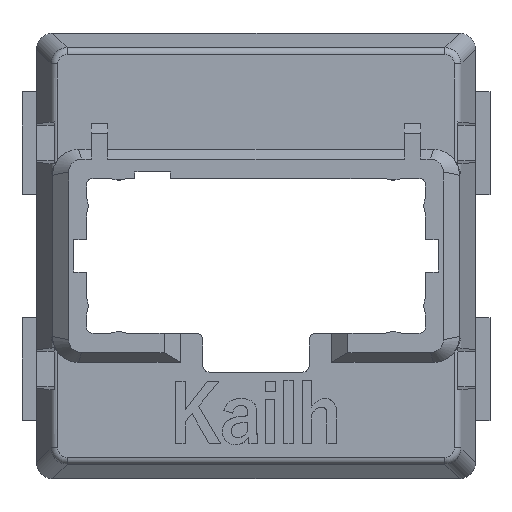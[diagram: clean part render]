
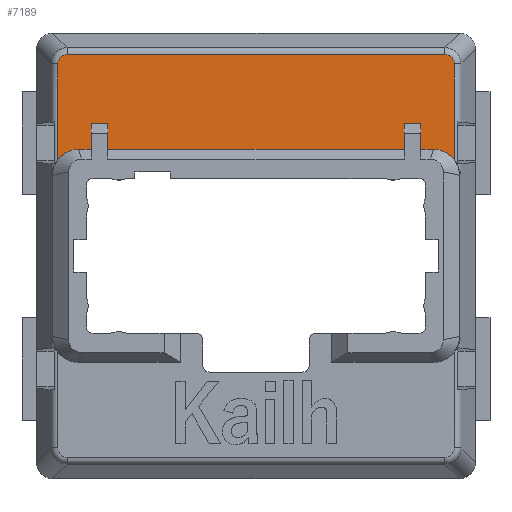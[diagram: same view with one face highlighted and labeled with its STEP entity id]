
A CAD part, top view. The second image highlights one B-rep face of the part: STEP entity #7189.
In plain terms, the highlighted planar face has unit normal (0, 0, 1).
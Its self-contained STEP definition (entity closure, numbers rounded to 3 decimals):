
#3533 = VERTEX_POINT('',#3534);
#3534 = CARTESIAN_POINT('',(6.142,2.977,2.));
#3551 = VERTEX_POINT('',#3552);
#3552 = CARTESIAN_POINT('',(6.142,5.95,2.));
#3559 = EDGE_CURVE('',#3533,#3551,#3560,.T.);
#3560 = LINE('',#3561,#3562);
#3561 = CARTESIAN_POINT('',(6.142,2.5,2.));
#3562 = VECTOR('',#3563,1.);
#3563 = DIRECTION('',(0.,1.,0.));
#4317 = VERTEX_POINT('',#4318);
#4318 = CARTESIAN_POINT('',(-6.142,2.977,2.));
#4335 = EDGE_CURVE('',#4317,#4336,#4338,.T.);
#4336 = VERTEX_POINT('',#4337);
#4337 = CARTESIAN_POINT('',(-6.142,5.95,2.));
#4338 = LINE('',#4339,#4340);
#4339 = CARTESIAN_POINT('',(-6.142,2.5,2.));
#4340 = VECTOR('',#4341,1.);
#4341 = DIRECTION('',(0.,1.,0.));
#7189 = ADVANCED_FACE('',(#7190),#7306,.T.);
#7190 = FACE_BOUND('',#7191,.T.);
#7191 = EDGE_LOOP('',(#7192,#7193,#7202,#7210,#7218,#7226,#7234,#7242,
    #7250,#7258,#7266,#7274,#7281,#7282,#7291,#7299));
#7192 = ORIENTED_EDGE('',*,*,#4335,.F.);
#7193 = ORIENTED_EDGE('',*,*,#7194,.F.);
#7194 = EDGE_CURVE('',#7195,#4317,#7197,.T.);
#7195 = VERTEX_POINT('',#7196);
#7196 = CARTESIAN_POINT('',(-5.5,3.3,2.));
#7197 = CIRCLE('',#7198,0.8);
#7198 = AXIS2_PLACEMENT_3D('',#7199,#7200,#7201);
#7199 = CARTESIAN_POINT('',(-5.5,2.5,2.));
#7200 = DIRECTION('',(0.,0.,1.));
#7201 = DIRECTION('',(1.,0.,0.));
#7202 = ORIENTED_EDGE('',*,*,#7203,.T.);
#7203 = EDGE_CURVE('',#7195,#7204,#7206,.T.);
#7204 = VERTEX_POINT('',#7205);
#7205 = CARTESIAN_POINT('',(-5.1,3.3,2.));
#7206 = LINE('',#7207,#7208);
#7207 = CARTESIAN_POINT('',(-5.5,3.3,2.));
#7208 = VECTOR('',#7209,1.);
#7209 = DIRECTION('',(1.,0.,0.));
#7210 = ORIENTED_EDGE('',*,*,#7211,.T.);
#7211 = EDGE_CURVE('',#7204,#7212,#7214,.T.);
#7212 = VERTEX_POINT('',#7213);
#7213 = CARTESIAN_POINT('',(-5.1,4.1,2.));
#7214 = LINE('',#7215,#7216);
#7215 = CARTESIAN_POINT('',(-5.1,3.3,2.));
#7216 = VECTOR('',#7217,1.);
#7217 = DIRECTION('',(0.,1.,0.));
#7218 = ORIENTED_EDGE('',*,*,#7219,.T.);
#7219 = EDGE_CURVE('',#7212,#7220,#7222,.T.);
#7220 = VERTEX_POINT('',#7221);
#7221 = CARTESIAN_POINT('',(-4.6,4.1,2.));
#7222 = LINE('',#7223,#7224);
#7223 = CARTESIAN_POINT('',(-5.1,4.1,2.));
#7224 = VECTOR('',#7225,1.);
#7225 = DIRECTION('',(1.,0.,0.));
#7226 = ORIENTED_EDGE('',*,*,#7227,.T.);
#7227 = EDGE_CURVE('',#7220,#7228,#7230,.T.);
#7228 = VERTEX_POINT('',#7229);
#7229 = CARTESIAN_POINT('',(-4.6,3.3,2.));
#7230 = LINE('',#7231,#7232);
#7231 = CARTESIAN_POINT('',(-4.6,4.1,2.));
#7232 = VECTOR('',#7233,1.);
#7233 = DIRECTION('',(0.,-1.,0.));
#7234 = ORIENTED_EDGE('',*,*,#7235,.T.);
#7235 = EDGE_CURVE('',#7228,#7236,#7238,.T.);
#7236 = VERTEX_POINT('',#7237);
#7237 = CARTESIAN_POINT('',(4.6,3.3,2.));
#7238 = LINE('',#7239,#7240);
#7239 = CARTESIAN_POINT('',(-4.6,3.3,2.));
#7240 = VECTOR('',#7241,1.);
#7241 = DIRECTION('',(1.,0.,0.));
#7242 = ORIENTED_EDGE('',*,*,#7243,.T.);
#7243 = EDGE_CURVE('',#7236,#7244,#7246,.T.);
#7244 = VERTEX_POINT('',#7245);
#7245 = CARTESIAN_POINT('',(4.6,4.1,2.));
#7246 = LINE('',#7247,#7248);
#7247 = CARTESIAN_POINT('',(4.6,3.3,2.));
#7248 = VECTOR('',#7249,1.);
#7249 = DIRECTION('',(0.,1.,0.));
#7250 = ORIENTED_EDGE('',*,*,#7251,.T.);
#7251 = EDGE_CURVE('',#7244,#7252,#7254,.T.);
#7252 = VERTEX_POINT('',#7253);
#7253 = CARTESIAN_POINT('',(5.1,4.1,2.));
#7254 = LINE('',#7255,#7256);
#7255 = CARTESIAN_POINT('',(4.6,4.1,2.));
#7256 = VECTOR('',#7257,1.);
#7257 = DIRECTION('',(1.,0.,0.));
#7258 = ORIENTED_EDGE('',*,*,#7259,.T.);
#7259 = EDGE_CURVE('',#7252,#7260,#7262,.T.);
#7260 = VERTEX_POINT('',#7261);
#7261 = CARTESIAN_POINT('',(5.1,3.3,2.));
#7262 = LINE('',#7263,#7264);
#7263 = CARTESIAN_POINT('',(5.1,4.1,2.));
#7264 = VECTOR('',#7265,1.);
#7265 = DIRECTION('',(0.,-1.,0.));
#7266 = ORIENTED_EDGE('',*,*,#7267,.T.);
#7267 = EDGE_CURVE('',#7260,#7268,#7270,.T.);
#7268 = VERTEX_POINT('',#7269);
#7269 = CARTESIAN_POINT('',(5.5,3.3,2.));
#7270 = LINE('',#7271,#7272);
#7271 = CARTESIAN_POINT('',(5.1,3.3,2.));
#7272 = VECTOR('',#7273,1.);
#7273 = DIRECTION('',(1.,0.,0.));
#7274 = ORIENTED_EDGE('',*,*,#7275,.F.);
#7275 = EDGE_CURVE('',#3533,#7268,#7276,.T.);
#7276 = CIRCLE('',#7277,0.8);
#7277 = AXIS2_PLACEMENT_3D('',#7278,#7279,#7280);
#7278 = CARTESIAN_POINT('',(5.5,2.5,2.));
#7279 = DIRECTION('',(0.,0.,1.));
#7280 = DIRECTION('',(1.,0.,0.));
#7281 = ORIENTED_EDGE('',*,*,#3559,.T.);
#7282 = ORIENTED_EDGE('',*,*,#7283,.T.);
#7283 = EDGE_CURVE('',#3551,#7284,#7286,.T.);
#7284 = VERTEX_POINT('',#7285);
#7285 = CARTESIAN_POINT('',(5.85,6.242,2.));
#7286 = CIRCLE('',#7287,0.292);
#7287 = AXIS2_PLACEMENT_3D('',#7288,#7289,#7290);
#7288 = CARTESIAN_POINT('',(5.85,5.95,2.));
#7289 = DIRECTION('',(0.,-0.,1.));
#7290 = DIRECTION('',(1.,0.,0.));
#7291 = ORIENTED_EDGE('',*,*,#7292,.F.);
#7292 = EDGE_CURVE('',#7293,#7284,#7295,.T.);
#7293 = VERTEX_POINT('',#7294);
#7294 = CARTESIAN_POINT('',(-5.85,6.242,2.));
#7295 = LINE('',#7296,#7297);
#7296 = CARTESIAN_POINT('',(-7.5,6.242,2.));
#7297 = VECTOR('',#7298,1.);
#7298 = DIRECTION('',(1.,0.,0.));
#7299 = ORIENTED_EDGE('',*,*,#7300,.F.);
#7300 = EDGE_CURVE('',#4336,#7293,#7301,.T.);
#7301 = CIRCLE('',#7302,0.292);
#7302 = AXIS2_PLACEMENT_3D('',#7303,#7304,#7305);
#7303 = CARTESIAN_POINT('',(-5.85,5.95,2.));
#7304 = DIRECTION('',(0.,0.,-1.));
#7305 = DIRECTION('',(-1.,0.,0.));
#7306 = PLANE('',#7307);
#7307 = AXIS2_PLACEMENT_3D('',#7308,#7309,#7310);
#7308 = CARTESIAN_POINT('',(-6.3,10.,2.));
#7309 = DIRECTION('',(0.,0.,1.));
#7310 = DIRECTION('',(1.,0.,0.));
